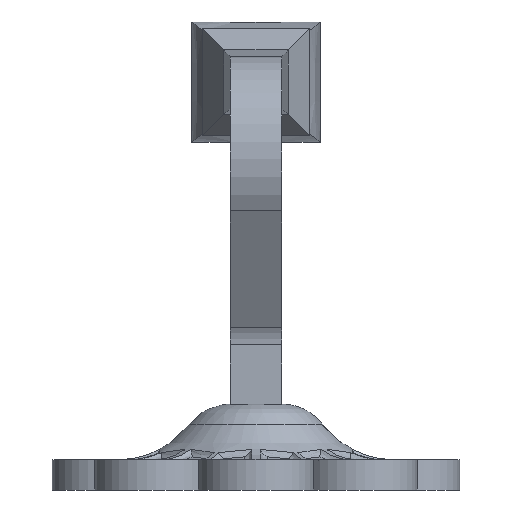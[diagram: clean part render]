
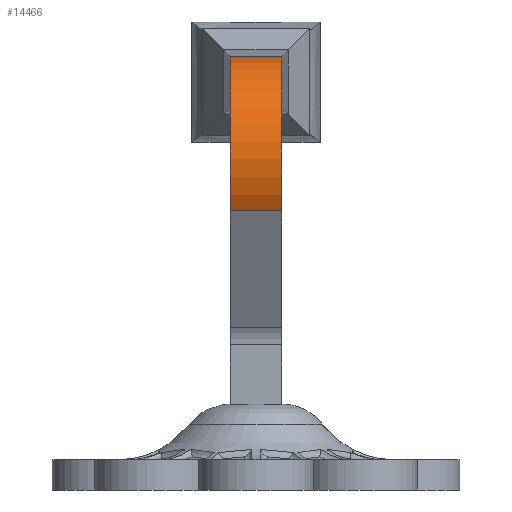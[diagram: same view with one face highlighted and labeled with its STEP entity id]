
A CAD part, front view. The second image highlights one B-rep face of the part: STEP entity #14466.
In plain terms, the highlighted cylindrical face has radius 24 mm (diameter 48 mm), a partial arc.
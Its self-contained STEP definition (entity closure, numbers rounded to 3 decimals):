
#919 = EDGE_CURVE ( 'NONE', #10299, #16256, #6066, .T. ) ;
#967 = CARTESIAN_POINT ( 'NONE',  ( -6., -2., 81. ) ) ;
#2602 = CARTESIAN_POINT ( 'NONE',  ( 6., -22.785, 45. ) ) ;
#2736 = AXIS2_PLACEMENT_3D ( 'NONE', #5697, #19455, #8836 ) ;
#3974 = CARTESIAN_POINT ( 'NONE',  ( 2., -2., 81. ) ) ;
#4190 = DIRECTION ( 'NONE',  ( 0., 0., 1. ) ) ;
#4837 = CARTESIAN_POINT ( 'NONE',  ( 6., -2., 81. ) ) ;
#5137 = VECTOR ( 'NONE', #16195, 1000. ) ;
#5697 = CARTESIAN_POINT ( 'NONE',  ( 0., -2., 57. ) ) ;
#5741 = EDGE_CURVE ( 'NONE', #18623, #16256, #16530, .T. ) ;
#5881 = ORIENTED_EDGE ( 'NONE', *, *, #919, .T. ) ;
#6066 = CIRCLE ( 'NONE', #11929, 24. ) ;
#7641 = ORIENTED_EDGE ( 'NONE', *, *, #11577, .F. ) ;
#8521 = CARTESIAN_POINT ( 'NONE',  ( 6., -2., 81. ) ) ;
#8685 = CARTESIAN_POINT ( 'NONE',  ( -6., -22.785, 45. ) ) ;
#8836 = DIRECTION ( 'NONE',  ( 0., 0., 1. ) ) ;
#10110 = CARTESIAN_POINT ( 'NONE',  ( -2., -2., 81. ) ) ;
#10299 = VERTEX_POINT ( 'NONE', #2602 ) ;
#10399 = AXIS2_PLACEMENT_3D ( 'NONE', #12190, #13661, #13522 ) ;
#10945 = EDGE_CURVE ( 'NONE', #16498, #10299, #18644, .T. ) ;
#11383 = ORIENTED_EDGE ( 'NONE', *, *, #5741, .F. ) ;
#11577 = EDGE_CURVE ( 'NONE', #16498, #18623, #16018, .T. ) ;
#11929 = AXIS2_PLACEMENT_3D ( 'NONE', #13803, #12128, #4190 ) ;
#12125 = EDGE_LOOP ( 'NONE', ( #16974, #5881, #11383, #7641 ) ) ;
#12128 = DIRECTION ( 'NONE',  ( -1., 0., 0. ) ) ;
#12190 = CARTESIAN_POINT ( 'NONE',  ( -6., -2., 57. ) ) ;
#13522 = DIRECTION ( 'NONE',  ( 0., 0., 1. ) ) ;
#13575 = CYLINDRICAL_SURFACE ( 'NONE', #2736, 24. ) ;
#13661 = DIRECTION ( 'NONE',  ( -1., 0., 0. ) ) ;
#13779 = CARTESIAN_POINT ( 'NONE',  ( -6., -2., 81. ) ) ;
#13803 = CARTESIAN_POINT ( 'NONE',  ( 6., -2., 57. ) ) ;
#14466 = ADVANCED_FACE ( 'NONE', ( #14999 ), #13575, .T. ) ;
#14999 = FACE_OUTER_BOUND ( 'NONE', #12125, .T. ) ;
#16018 = CIRCLE ( 'NONE', #10399, 24. ) ;
#16195 = DIRECTION ( 'NONE',  ( 1., 0., 0. ) ) ;
#16256 = VERTEX_POINT ( 'NONE', #4837 ) ;
#16498 = VERTEX_POINT ( 'NONE', #17798 ) ;
#16530 = B_SPLINE_CURVE_WITH_KNOTS ( 'NONE', 3,
 ( #967, #10110, #3974, #8521 ),
 .UNSPECIFIED., .F., .F.,
 ( 4, 4 ),
 ( 0., 1. ),
 .UNSPECIFIED. ) ;
#16974 = ORIENTED_EDGE ( 'NONE', *, *, #10945, .T. ) ;
#17798 = CARTESIAN_POINT ( 'NONE',  ( -6., -22.785, 45. ) ) ;
#18623 = VERTEX_POINT ( 'NONE', #13779 ) ;
#18644 = LINE ( 'NONE', #8685, #5137 ) ;
#19455 = DIRECTION ( 'NONE',  ( -1., 0., 0. ) ) ;
